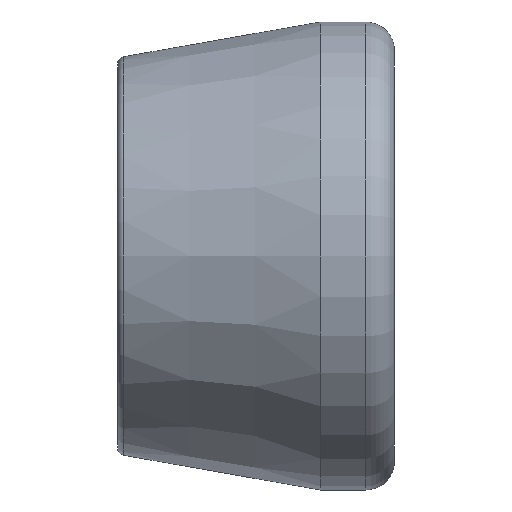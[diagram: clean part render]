
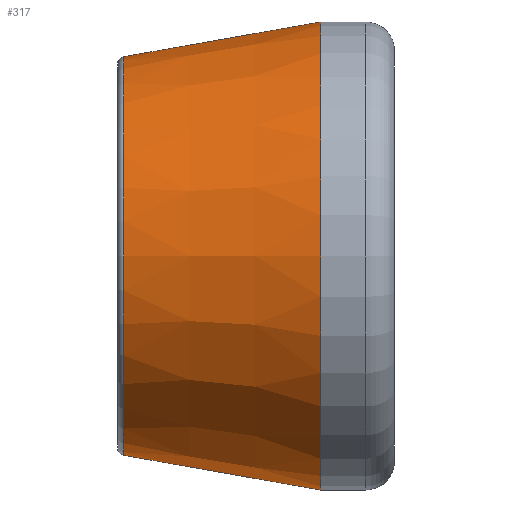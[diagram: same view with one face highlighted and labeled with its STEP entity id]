
A CAD part, front view. The second image highlights one B-rep face of the part: STEP entity #317.
In plain terms, the highlighted conical face has half-angle 10 degrees and reference radius 5.747 mm.
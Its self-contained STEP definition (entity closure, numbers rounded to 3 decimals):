
#263=CARTESIAN_POINT('',(5.402,6.223,0.0));
#264=VERTEX_POINT('',#263);
#265=CARTESIAN_POINT('',(5.402,0.,0.0));
#266=DIRECTION('',(1.0,0.0,0.0));
#267=DIRECTION('',(0.0,1.0,0.0));
#268=AXIS2_PLACEMENT_3D('',#265,#266,#267);
#269=CIRCLE('',#268,6.223);
#270=EDGE_CURVE('',#264,#264,#269,.T.);
#294=CARTESIAN_POINT('',(0.165,5.3,0.));
#295=VERTEX_POINT('',#294);
#296=CARTESIAN_POINT('',(0.165,0.,0.));
#297=DIRECTION('',(-1.0,0.0,0.0));
#298=DIRECTION('',(0.0,-1.0,0.0));
#299=AXIS2_PLACEMENT_3D('',#296,#297,#298);
#300=CIRCLE('',#299,5.3);
#301=EDGE_CURVE('',#295,#295,#300,.T.);
#306=CARTESIAN_POINT('',(2.701,0.,0.0));
#307=DIRECTION('',(1.0,0.,0.0));
#308=DIRECTION('',(0.0,1.0,0.0));
#309=AXIS2_PLACEMENT_3D('',#306,#307,#308);
#310=CONICAL_SURFACE('',#309,5.747,10.);
#311=ORIENTED_EDGE('',*,*,#270,.F.);
#312=EDGE_LOOP('',(#311));
#313=FACE_OUTER_BOUND('',#312,.T.);
#314=ORIENTED_EDGE('',*,*,#301,.F.);
#315=EDGE_LOOP('',(#314));
#316=FACE_BOUND('',#315,.T.);
#317=ADVANCED_FACE('',(#313,#316),#310,.T.);
